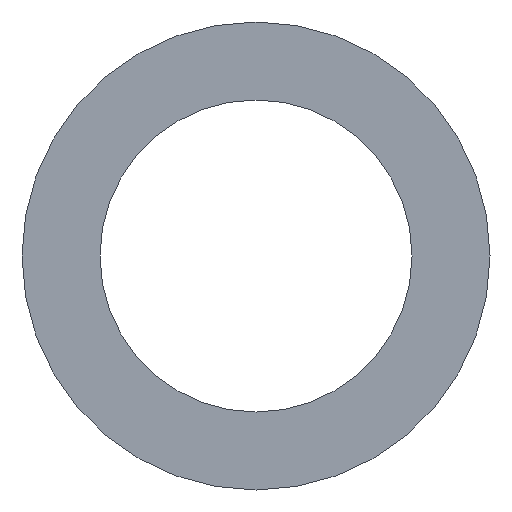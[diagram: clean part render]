
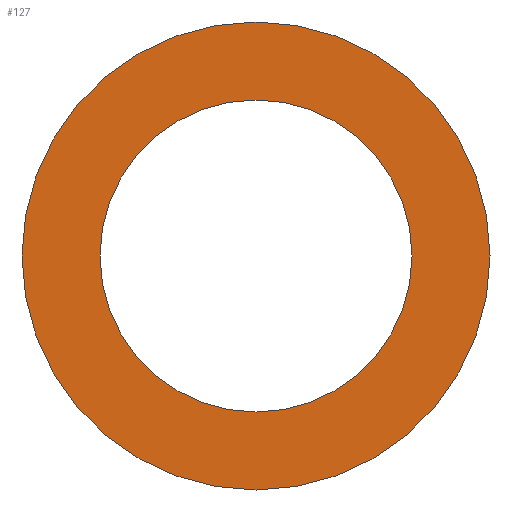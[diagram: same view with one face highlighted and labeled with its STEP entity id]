
A CAD part, front view. The second image highlights one B-rep face of the part: STEP entity #127.
In plain terms, the highlighted planar face has unit normal (0, -1, 0).
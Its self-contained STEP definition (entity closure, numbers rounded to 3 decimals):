
#3 = FACE_BOUND ( 'NONE', #49, .T. ) ;
#4 = DIRECTION ( 'NONE',  ( 0., 1., 0. ) ) ;
#11 = CARTESIAN_POINT ( 'NONE',  ( 0., 0., 0. ) ) ;
#12 = VERTEX_POINT ( 'NONE', #94 ) ;
#14 = EDGE_CURVE ( 'NONE', #37, #228, #65, .T. ) ;
#21 = EDGE_CURVE ( 'NONE', #12, #181, #165, .T. ) ;
#22 = CARTESIAN_POINT ( 'NONE',  ( 0., 0., 0. ) ) ;
#26 = CIRCLE ( 'NONE', #170, 3. ) ;
#27 = CARTESIAN_POINT ( 'NONE',  ( 0., 0., 0. ) ) ;
#37 = VERTEX_POINT ( 'NONE', #46 ) ;
#38 = FACE_OUTER_BOUND ( 'NONE', #155, .T. ) ;
#41 = AXIS2_PLACEMENT_3D ( 'NONE', #231, #172, #60 ) ;
#46 = CARTESIAN_POINT ( 'NONE',  ( 0., 0., 3. ) ) ;
#47 = DIRECTION ( 'NONE',  ( 0., 0., 1. ) ) ;
#49 = EDGE_LOOP ( 'NONE', ( #191, #163 ) ) ;
#52 = EDGE_CURVE ( 'NONE', #181, #12, #160, .T. ) ;
#60 = DIRECTION ( 'NONE',  ( 0., 0., 1. ) ) ;
#63 = CARTESIAN_POINT ( 'NONE',  ( 0., 0., 0. ) ) ;
#64 = CARTESIAN_POINT ( 'NONE',  ( 0., 0., 2. ) ) ;
#65 = CIRCLE ( 'NONE', #103, 3. ) ;
#76 = CARTESIAN_POINT ( 'NONE',  ( 0., 0., -3. ) ) ;
#94 = CARTESIAN_POINT ( 'NONE',  ( 0., 0., -2. ) ) ;
#103 = AXIS2_PLACEMENT_3D ( 'NONE', #22, #169, #207 ) ;
#114 = ORIENTED_EDGE ( 'NONE', *, *, #128, .F. ) ;
#119 = PLANE ( 'NONE',  #245 ) ;
#125 = ORIENTED_EDGE ( 'NONE', *, *, #14, .F. ) ;
#127 = ADVANCED_FACE ( 'NONE', ( #38, #3 ), #119, .F. ) ;
#128 = EDGE_CURVE ( 'NONE', #228, #37, #26, .T. ) ;
#136 = DIRECTION ( 'NONE',  ( 0., 1., 0. ) ) ;
#150 = DIRECTION ( 'NONE',  ( 0., 0., 1. ) ) ;
#155 = EDGE_LOOP ( 'NONE', ( #114, #125 ) ) ;
#160 = CIRCLE ( 'NONE', #232, 2. ) ;
#163 = ORIENTED_EDGE ( 'NONE', *, *, #52, .T. ) ;
#165 = CIRCLE ( 'NONE', #41, 2. ) ;
#169 = DIRECTION ( 'NONE',  ( 0., 1., 0. ) ) ;
#170 = AXIS2_PLACEMENT_3D ( 'NONE', #11, #136, #150 ) ;
#172 = DIRECTION ( 'NONE',  ( 0., 1., 0. ) ) ;
#176 = DIRECTION ( 'NONE',  ( 0., 0., 1. ) ) ;
#181 = VERTEX_POINT ( 'NONE', #64 ) ;
#191 = ORIENTED_EDGE ( 'NONE', *, *, #21, .T. ) ;
#207 = DIRECTION ( 'NONE',  ( 0., 0., 1. ) ) ;
#208 = DIRECTION ( 'NONE',  ( 0., 1., 0. ) ) ;
#228 = VERTEX_POINT ( 'NONE', #76 ) ;
#231 = CARTESIAN_POINT ( 'NONE',  ( 0., 0., 0. ) ) ;
#232 = AXIS2_PLACEMENT_3D ( 'NONE', #63, #4, #47 ) ;
#245 = AXIS2_PLACEMENT_3D ( 'NONE', #27, #208, #176 ) ;
